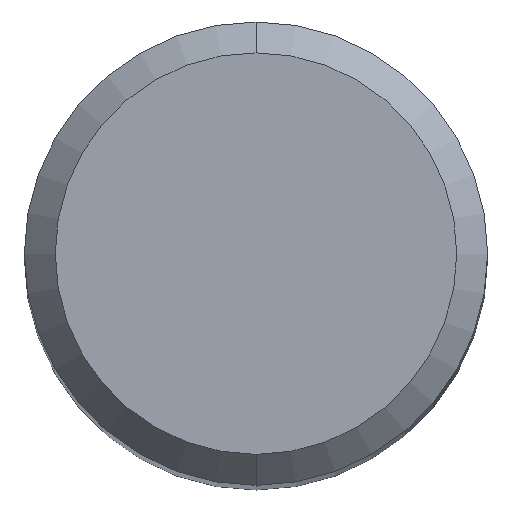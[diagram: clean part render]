
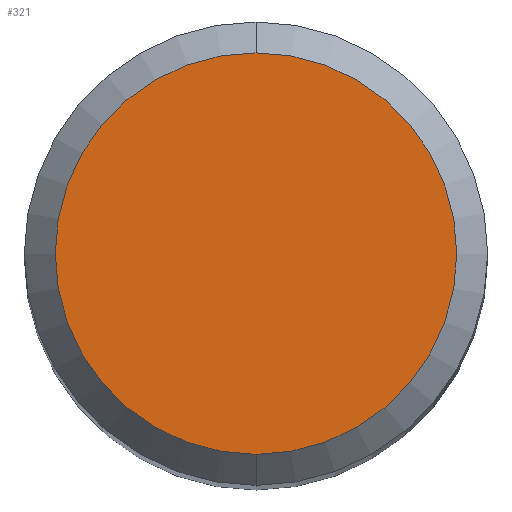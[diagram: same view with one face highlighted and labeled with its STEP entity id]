
A CAD part, top view. The second image highlights one B-rep face of the part: STEP entity #321.
In plain terms, the highlighted planar face has unit normal (0, 0, 1).
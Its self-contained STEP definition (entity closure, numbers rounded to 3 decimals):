
#177=VERTEX_POINT('',#469);
#233=EDGE_CURVE('',#381,#177,#529,.T.);
#321=ADVANCED_FACE('',(#628),#629,.T.);
#381=VERTEX_POINT('',#692);
#427=EDGE_CURVE('',#177,#381,#743,.T.);
#469=CARTESIAN_POINT('',(0.0,2.6,0.0));
#529=CIRCLE('',#895,2.6);
#628=FACE_OUTER_BOUND('',#1079,.T.);
#629=PLANE('',#1080);
#692=CARTESIAN_POINT('',(0.,-2.6,0.0));
#743=CIRCLE('',#1327,2.6);
#895=AXIS2_PLACEMENT_3D('',#1428,#1429,#1430);
#1079=EDGE_LOOP('',(#1554,#1555));
#1080=AXIS2_PLACEMENT_3D('',#1556,#1557,#1558);
#1327=AXIS2_PLACEMENT_3D('',#1689,#1690,#1691);
#1428=CARTESIAN_POINT('',(0.0,0.0,0.0));
#1429=DIRECTION('',(0.0,0.0,-1.0));
#1430=DIRECTION('',(0.0,1.0,0.0));
#1554=ORIENTED_EDGE('',*,*,#427,.F.);
#1555=ORIENTED_EDGE('',*,*,#233,.F.);
#1556=CARTESIAN_POINT('',(0.0,1.3,0.0));
#1557=DIRECTION('',(-0.0,0.0,1.0));
#1558=DIRECTION('',(0.0,-1.0,0.0));
#1689=CARTESIAN_POINT('',(0.0,0.0,0.0));
#1690=DIRECTION('',(0.0,0.0,-1.0));
#1691=DIRECTION('',(0.0,1.0,0.0));
